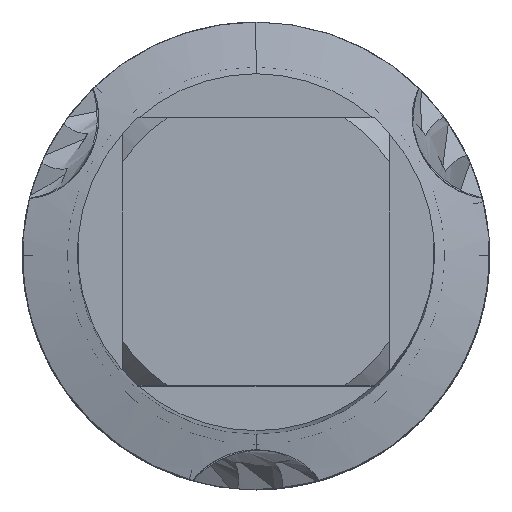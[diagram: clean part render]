
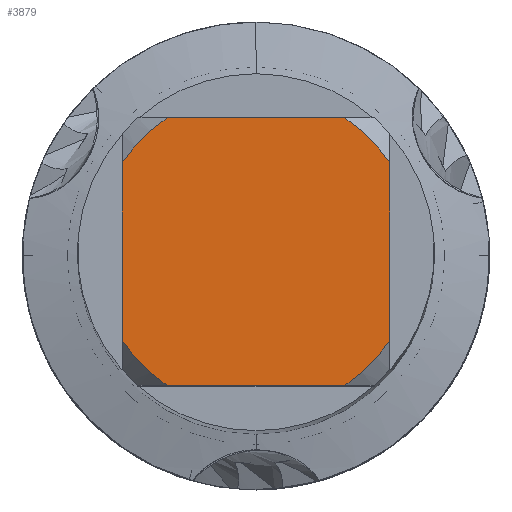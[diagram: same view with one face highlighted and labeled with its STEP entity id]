
A CAD part, top view. The second image highlights one B-rep face of the part: STEP entity #3879.
In plain terms, the highlighted planar face has unit normal (0, 0, 1).
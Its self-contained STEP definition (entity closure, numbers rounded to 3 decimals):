
#1491=VERTEX_POINT('',#4422);
#1627=EDGE_CURVE('',#2081,#3601,#4572,.T.);
#1677=EDGE_CURVE('',#4263,#3601,#4626,.T.);
#2081=VERTEX_POINT('',#5059);
#2085=EDGE_CURVE('',#1491,#3141,#5064,.T.);
#2375=EDGE_CURVE('',#2081,#2825,#5381,.T.);
#2539=VERTEX_POINT('',#5558);
#2825=VERTEX_POINT('',#5876);
#3019=EDGE_CURVE('',#4263,#4295,#6084,.T.);
#3021=EDGE_CURVE('',#1491,#4295,#6086,.T.);
#3141=VERTEX_POINT('',#6220);
#3307=EDGE_CURVE('',#2539,#3141,#6400,.T.);
#3601=VERTEX_POINT('',#6716);
#3879=ADVANCED_FACE('',(#7017),#7018,.T.);
#4263=VERTEX_POINT('',#7444);
#4295=VERTEX_POINT('',#7477);
#4327=EDGE_CURVE('',#2539,#2825,#7510,.T.);
#4422=CARTESIAN_POINT('',(-3.98,-6.0,0.0));
#4572=LINE('',#7956,#7957);
#4626=CIRCLE('',#8054,7.2);
#5059=CARTESIAN_POINT('',(3.98,6.0,0.0));
#5064=LINE('',#9664,#9665);
#5381=CIRCLE('',#10353,7.2);
#5558=CARTESIAN_POINT('',(6.0,-3.98,0.0));
#5876=CARTESIAN_POINT('',(6.0,3.98,0.0));
#6084=LINE('',#12448,#12449);
#6086=CIRCLE('',#12452,7.2);
#6220=CARTESIAN_POINT('',(3.98,-6.0,0.0));
#6400=CIRCLE('',#13235,7.2);
#6716=CARTESIAN_POINT('',(-3.98,6.0,0.0));
#7017=FACE_OUTER_BOUND('',#15115,.T.);
#7018=PLANE('',#15116);
#7444=CARTESIAN_POINT('',(-6.0,3.98,0.0));
#7477=CARTESIAN_POINT('',(-6.0,-3.98,0.0));
#7510=LINE('',#16873,#16874);
#7956=CARTESIAN_POINT('',(0.0,6.0,0.0));
#7957=VECTOR('',#17170,1.0);
#8054=AXIS2_PLACEMENT_3D('',#17219,#17220,#17221);
#9664=CARTESIAN_POINT('',(0.0,-6.0,0.0));
#9665=VECTOR('',#17717,1.0);
#10353=AXIS2_PLACEMENT_3D('',#18098,#18099,#18100);
#12448=CARTESIAN_POINT('',(-6.0,1.8,0.0));
#12449=VECTOR('',#18892,1.0);
#12452=AXIS2_PLACEMENT_3D('',#18893,#18894,#18895);
#13235=AXIS2_PLACEMENT_3D('',#19201,#19202,#19203);
#15115=EDGE_LOOP('',(#19794,#19795,#19796,#19797,#19798,#19799,#19800,#19801));
#15116=AXIS2_PLACEMENT_3D('',#19802,#19803,#19804);
#16873=CARTESIAN_POINT('',(6.0,1.8,0.0));
#16874=VECTOR('',#20386,1.0);
#17170=DIRECTION('',(-1.0,0.0,0.0));
#17219=CARTESIAN_POINT('',(0.0,0.0,0.0));
#17220=DIRECTION('',(0.0,0.0,-1.0));
#17221=DIRECTION('',(0.0,1.0,0.0));
#17717=DIRECTION('',(1.0,0.0,0.0));
#18098=CARTESIAN_POINT('',(0.0,0.0,0.0));
#18099=DIRECTION('',(0.0,0.0,-1.0));
#18100=DIRECTION('',(0.0,1.0,0.0));
#18892=DIRECTION('',(-0.0,-1.0,0.0));
#18893=CARTESIAN_POINT('',(0.0,0.0,0.0));
#18894=DIRECTION('',(0.0,0.0,-1.0));
#18895=DIRECTION('',(0.0,1.0,0.0));
#19201=CARTESIAN_POINT('',(0.0,0.0,0.0));
#19202=DIRECTION('',(0.0,0.0,-1.0));
#19203=DIRECTION('',(0.0,1.0,0.0));
#19794=ORIENTED_EDGE('',*,*,#3019,.T.);
#19795=ORIENTED_EDGE('',*,*,#3021,.F.);
#19796=ORIENTED_EDGE('',*,*,#2085,.T.);
#19797=ORIENTED_EDGE('',*,*,#3307,.F.);
#19798=ORIENTED_EDGE('',*,*,#4327,.T.);
#19799=ORIENTED_EDGE('',*,*,#2375,.F.);
#19800=ORIENTED_EDGE('',*,*,#1627,.T.);
#19801=ORIENTED_EDGE('',*,*,#1677,.F.);
#19802=CARTESIAN_POINT('',(0.0,3.6,0.0));
#19803=DIRECTION('',(-0.0,0.0,1.0));
#19804=DIRECTION('',(0.0,-1.0,0.0));
#20386=DIRECTION('',(-0.0,1.0,0.0));
